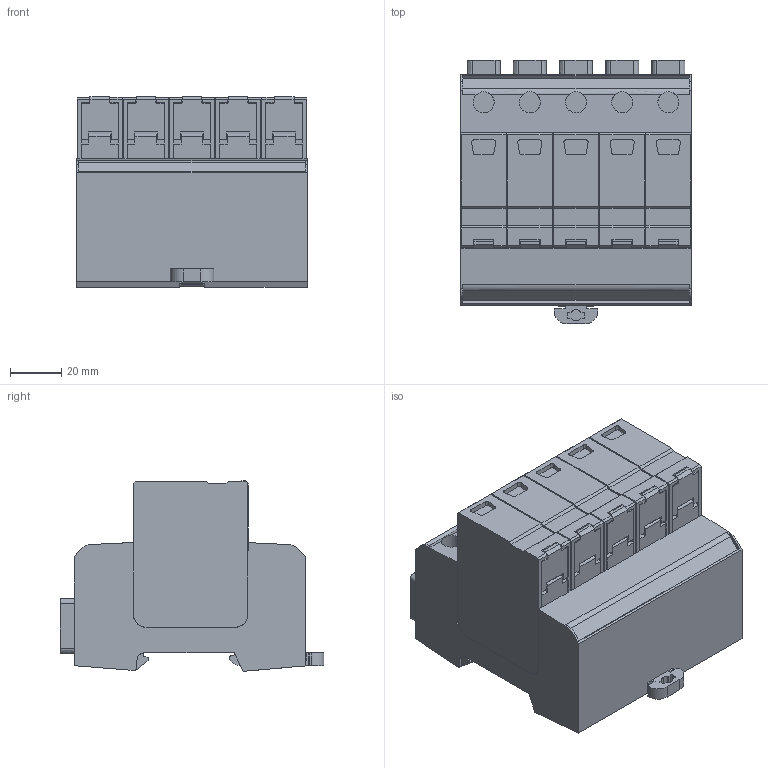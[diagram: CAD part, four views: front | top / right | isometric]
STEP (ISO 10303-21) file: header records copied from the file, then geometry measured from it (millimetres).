
FILE_DESCRIPTION(('CATIA V5 STEP Exchange','CAx-IF Rec.Pracs.--- Model Styling and Organization---1.4--- 2014-01-23'),'2;1');
FILE_NAME ('D1601825_1', '2024-02-15T09:52:47+00:00', ('none'), ('Weidmueller'), 'CATIA Version 5-6 Release 2016 SP3 HF44', 'CATIA V5 STEP AP214', 'none');
FILE_SCHEMA(('AUTOMOTIVE_DESIGN { 1 0 10303 214 1 1 1 1 }'));
Length unit declared in the file: millimetre
Products named in the file (1): S3D_VPU_PV_I-II_5_1500
Bounding box: 90 x 102.8 x 74.3 mm (x, y, z)
Volume: 453922 mm3; surface area: 52380.5 mm2
Topology: 1 solids, 1 shells, 695 faces, 2028 edges, 1344 vertices
Faces by surface type: plane 510, extrusion 98, cylinder 87
Entity records: 23900 total; most frequent: CARTESIAN_POINT 6026, ORIENTED_EDGE 4056, DIRECTION 2667, EDGE_CURVE 2028, VECTOR 1669, LINE 1571, VERTEX_POINT 1344, EDGE_LOOP 732
